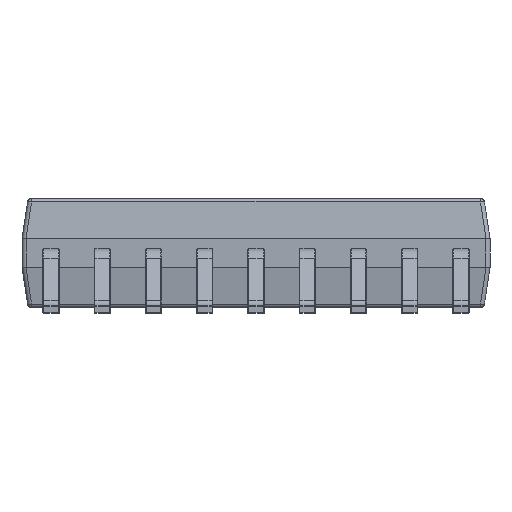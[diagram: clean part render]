
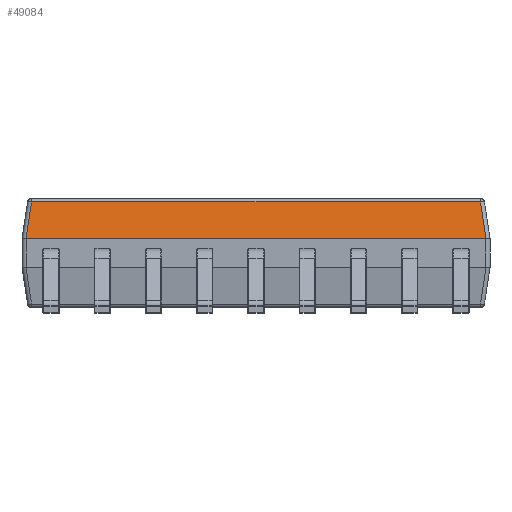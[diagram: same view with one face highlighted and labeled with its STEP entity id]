
A CAD part, front view. The second image highlights one B-rep face of the part: STEP entity #49084.
In plain terms, the highlighted planar face has unit normal (0, -0.989, 0.148).
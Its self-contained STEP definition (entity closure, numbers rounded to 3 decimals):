
#221 = DIRECTION ( 'NONE',  ( -0.147, 0.147, 0.978 ) ) ;
#228 = CARTESIAN_POINT ( 'NONE',  ( 0., -3.613, 2.715 ) ) ;
#1091 = EDGE_CURVE ( 'NONE', #59135, #30936, #31852, .T. ) ;
#1802 = DIRECTION ( 'NONE',  ( -1., 0., 0. ) ) ;
#4159 = VERTEX_POINT ( 'NONE', #36737 ) ;
#4210 = LINE ( 'NONE', #22723, #14700 ) ;
#4995 = EDGE_CURVE ( 'NONE', #30936, #49425, #56391, .T. ) ;
#5467 = DIRECTION ( 'NONE',  ( 0., -0.989, 0.148 ) ) ;
#5764 = EDGE_CURVE ( 'NONE', #4159, #59135, #40968, .T. ) ;
#5947 = DIRECTION ( 'NONE',  ( -1., 0., 0. ) ) ;
#7038 = CARTESIAN_POINT ( 'NONE',  ( 5.701, -3.75, 1.8 ) ) ;
#7519 = ORIENTED_EDGE ( 'NONE', *, *, #4995, .T. ) ;
#9094 = VERTEX_POINT ( 'NONE', #21193 ) ;
#11585 = CARTESIAN_POINT ( 'NONE',  ( 5.7, -3.75, 1.8 ) ) ;
#12432 = EDGE_CURVE ( 'NONE', #9094, #49425, #47552, .T. ) ;
#14500 = ORIENTED_EDGE ( 'NONE', *, *, #34029, .T. ) ;
#14700 = VECTOR ( 'NONE', #221, 1000. ) ;
#15103 = CARTESIAN_POINT ( 'NONE',  ( -5.701, -3.75, 1.8 ) ) ;
#15517 = ORIENTED_EDGE ( 'NONE', *, *, #1091, .T. ) ;
#16055 = CARTESIAN_POINT ( 'NONE',  ( 0., -3.6, 2.8 ) ) ;
#20053 = FACE_OUTER_BOUND ( 'NONE', #54272, .T. ) ;
#21193 = CARTESIAN_POINT ( 'NONE',  ( 5.7, -3.75, 1.8 ) ) ;
#22723 = CARTESIAN_POINT ( 'NONE',  ( 5.432, -3.48, 3.597 ) ) ;
#23449 = VECTOR ( 'NONE', #32766, 1000. ) ;
#24026 = AXIS2_PLACEMENT_3D ( 'NONE', #16055, #5467, #1802 ) ;
#24162 = CARTESIAN_POINT ( 'NONE',  ( -5.7, -3.75, 1.8 ) ) ;
#25077 = ORIENTED_EDGE ( 'NONE', *, *, #12432, .F. ) ;
#25124 = PLANE ( 'NONE',  #24026 ) ;
#27900 = CARTESIAN_POINT ( 'NONE',  ( -5.432, -3.48, 3.597 ) ) ;
#28434 = CARTESIAN_POINT ( 'NONE',  ( -5.7, -3.75, 1.8 ) ) ;
#30818 =( BOUNDED_CURVE ( )  B_SPLINE_CURVE ( 3, ( #58092, #11585, #52626, #7038 ),
 .UNSPECIFIED., .F., .F. ) 
 B_SPLINE_CURVE_WITH_KNOTS ( ( 4, 4 ),
 ( 0., 0.011 ),
 .UNSPECIFIED. ) 
 CURVE ( )  GEOMETRIC_REPRESENTATION_ITEM ( )  RATIONAL_B_SPLINE_CURVE ( ( 1., 1., 1., 1. ) ) 
 REPRESENTATION_ITEM ( '' )  );
#30936 = VERTEX_POINT ( 'NONE', #56314 ) ;
#31533 = VECTOR ( 'NONE', #5947, 1000. ) ;
#31852 = LINE ( 'NONE', #27900, #23449 ) ;
#32766 = DIRECTION ( 'NONE',  ( -0.147, -0.147, -0.978 ) ) ;
#33028 = CARTESIAN_POINT ( 'NONE',  ( -5.701, -3.75, 1.8 ) ) ;
#33037 = DIRECTION ( 'NONE',  ( -1., 0., 0. ) ) ;
#33670 = CARTESIAN_POINT ( 'NONE',  ( -5.7, -3.75, 1.8 ) ) ;
#34029 = EDGE_CURVE ( 'NONE', #9094, #52330, #30818, .T. ) ;
#36737 = CARTESIAN_POINT ( 'NONE',  ( 5.564, -3.613, 2.715 ) ) ;
#38912 = ORIENTED_EDGE ( 'NONE', *, *, #5764, .T. ) ;
#40968 = LINE ( 'NONE', #228, #54563 ) ;
#42454 = ORIENTED_EDGE ( 'NONE', *, *, #56275, .T. ) ;
#42954 = CARTESIAN_POINT ( 'NONE',  ( -5.8, -3.75, 1.8 ) ) ;
#47552 = LINE ( 'NONE', #42954, #31533 ) ;
#49084 = ADVANCED_FACE ( 'NONE', ( #20053 ), #25124, .T. ) ;
#49425 = VERTEX_POINT ( 'NONE', #24162 ) ;
#52330 = VERTEX_POINT ( 'NONE', #58653 ) ;
#52626 = CARTESIAN_POINT ( 'NONE',  ( 5.701, -3.75, 1.8 ) ) ;
#54272 = EDGE_LOOP ( 'NONE', ( #25077, #14500, #42454, #38912, #15517, #7519 ) ) ;
#54563 = VECTOR ( 'NONE', #33037, 1000. ) ;
#55879 = CARTESIAN_POINT ( 'NONE',  ( -5.564, -3.613, 2.715 ) ) ;
#56275 = EDGE_CURVE ( 'NONE', #52330, #4159, #4210, .T. ) ;
#56314 = CARTESIAN_POINT ( 'NONE',  ( -5.701, -3.75, 1.8 ) ) ;
#56391 =( BOUNDED_CURVE ( )  B_SPLINE_CURVE ( 3, ( #15103, #33028, #28434, #33670 ),
 .UNSPECIFIED., .F., .F. ) 
 B_SPLINE_CURVE_WITH_KNOTS ( ( 4, 4 ),
 ( 6.272, 6.283 ),
 .UNSPECIFIED. ) 
 CURVE ( )  GEOMETRIC_REPRESENTATION_ITEM ( )  RATIONAL_B_SPLINE_CURVE ( ( 1., 1., 1., 1. ) ) 
 REPRESENTATION_ITEM ( '' )  );
#58092 = CARTESIAN_POINT ( 'NONE',  ( 5.7, -3.75, 1.8 ) ) ;
#58653 = CARTESIAN_POINT ( 'NONE',  ( 5.701, -3.75, 1.8 ) ) ;
#59135 = VERTEX_POINT ( 'NONE', #55879 ) ;
